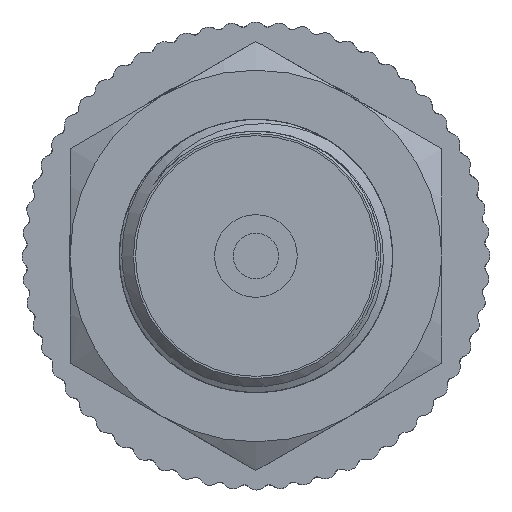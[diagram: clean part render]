
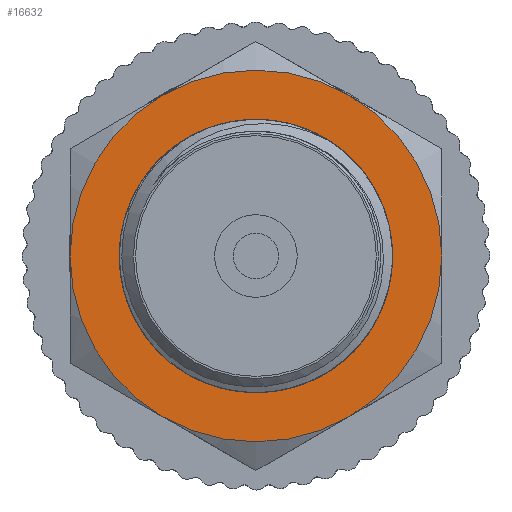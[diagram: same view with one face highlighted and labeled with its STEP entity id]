
A CAD part, left-side view. The second image highlights one B-rep face of the part: STEP entity #16632.
In plain terms, the highlighted face is planar.
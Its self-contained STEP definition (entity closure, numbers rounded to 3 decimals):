
#226=FACE_BOUND('',#2858,.T.);
#937=PLANE('',#17459);
#1890=FACE_OUTER_BOUND('',#2857,.T.);
#2857=EDGE_LOOP('',(#15536));
#2858=EDGE_LOOP('',(#15537));
#3157=CIRCLE('',#17458,13.5);
#3158=CIRCLE('',#17460,9.9);
#7963=VERTEX_POINT('',#52214);
#7964=VERTEX_POINT('',#52218);
#10491=EDGE_CURVE('',#7963,#7963,#3157,.T.);
#10493=EDGE_CURVE('',#7964,#7964,#3158,.T.);
#15536=ORIENTED_EDGE('',*,*,#10491,.T.);
#15537=ORIENTED_EDGE('',*,*,#10493,.F.);
#16632=ADVANCED_FACE('',(#1890,#226),#937,.T.);
#17458=AXIS2_PLACEMENT_3D('',#52215,#19918,#19919);
#17459=AXIS2_PLACEMENT_3D('',#52217,#19921,#19922);
#17460=AXIS2_PLACEMENT_3D('',#52219,#19923,#19924);
#19918=DIRECTION('center_axis',(1.,0.,0.));
#19919=DIRECTION('ref_axis',(0.,0.,-1.));
#19921=DIRECTION('center_axis',(1.,0.,0.));
#19922=DIRECTION('ref_axis',(0.,0.,-1.));
#19923=DIRECTION('center_axis',(1.,0.,0.));
#19924=DIRECTION('ref_axis',(0.,0.,-1.));
#52214=CARTESIAN_POINT('',(-23.,-13.5,0.));
#52215=CARTESIAN_POINT('Origin',(-23.,0.,0.));
#52217=CARTESIAN_POINT('Origin',(-23.,9.9,0.));
#52218=CARTESIAN_POINT('',(-23.,0.,9.9));
#52219=CARTESIAN_POINT('Origin',(-23.,0.,0.));
